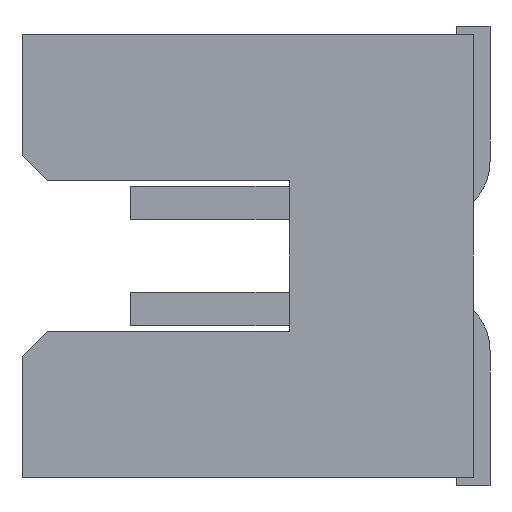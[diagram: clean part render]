
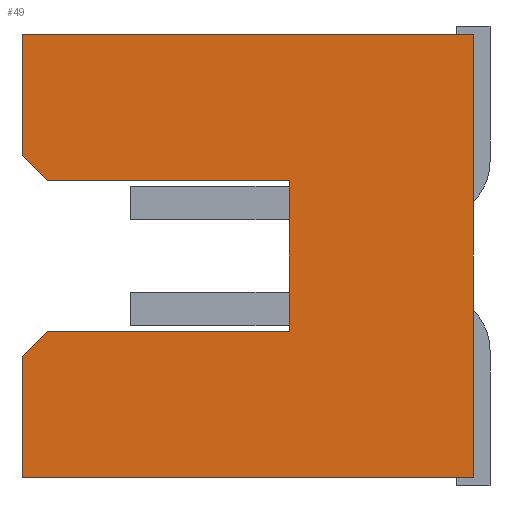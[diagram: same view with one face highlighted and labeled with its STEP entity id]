
A CAD part, left-side view. The second image highlights one B-rep face of the part: STEP entity #49.
In plain terms, the highlighted planar face has unit normal (-1, 0, 0).
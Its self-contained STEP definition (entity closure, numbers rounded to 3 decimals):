
#49=ADVANCED_FACE('3577',(#251),#252,.T.);
#251=FACE_OUTER_BOUND('',#667,.T.);
#252=PLANE('',#668);
#667=EDGE_LOOP('',(#1105,#1106,#1107,#1108,#1109,#1110,#1111,#1112,#1113,#1114));
#668=AXIS2_PLACEMENT_3D('',#1115,#1116,#1117);
#1105=ORIENTED_EDGE('',*,*,#2703,.F.);
#1106=ORIENTED_EDGE('',*,*,#2704,.F.);
#1107=ORIENTED_EDGE('',*,*,#2688,.T.);
#1108=ORIENTED_EDGE('',*,*,#2702,.T.);
#1109=ORIENTED_EDGE('',*,*,#2705,.F.);
#1110=ORIENTED_EDGE('',*,*,#2706,.T.);
#1111=ORIENTED_EDGE('',*,*,#2707,.T.);
#1112=ORIENTED_EDGE('',*,*,#2708,.T.);
#1113=ORIENTED_EDGE('',*,*,#2709,.T.);
#1114=ORIENTED_EDGE('',*,*,#2710,.T.);
#1115=CARTESIAN_POINT('',(-4.67,0.0,-2.65));
#1116=DIRECTION('',(-1.0,0.0,0.0));
#1117=DIRECTION('',(0.0,0.0,1.0));
#2688=EDGE_CURVE('3773',#3198,#3195,#3199,.T.);
#2702=EDGE_CURVE('3778',#3195,#3222,#3224,.T.);
#2703=EDGE_CURVE('3815',#3225,#3226,#3227,.T.);
#2704=EDGE_CURVE('3777',#3198,#3225,#3228,.T.);
#2705=EDGE_CURVE('3816',#3229,#3222,#3230,.T.);
#2706=EDGE_CURVE('3796',#3229,#3231,#3232,.T.);
#2707=EDGE_CURVE('3797',#3231,#3233,#3234,.T.);
#2708=EDGE_CURVE('3798',#3233,#3235,#3236,.T.);
#2709=EDGE_CURVE('3799',#3235,#3237,#3238,.T.);
#2710=EDGE_CURVE('3795',#3237,#3226,#3239,.T.);
#3195=VERTEX_POINT('',#4035);
#3198=VERTEX_POINT('',#4039);
#3199=LINE('',#4040,#4041);
#3222=VERTEX_POINT('',#4076);
#3224=LINE('',#4079,#4080);
#3225=VERTEX_POINT('',#4081);
#3226=VERTEX_POINT('',#4082);
#3227=LINE('',#4083,#4084);
#3228=LINE('',#4085,#4086);
#3229=VERTEX_POINT('',#4087);
#3230=LINE('',#4088,#4089);
#3231=VERTEX_POINT('',#4090);
#3232=LINE('',#4091,#4092);
#3233=VERTEX_POINT('',#4093);
#3234=LINE('',#4094,#4095);
#3235=VERTEX_POINT('',#4096);
#3236=LINE('',#4097,#4098);
#3237=VERTEX_POINT('',#4099);
#3238=LINE('',#4100,#4101);
#3239=LINE('',#4102,#4103);
#4035=CARTESIAN_POINT('',(-4.67,0.0,2.65));
#4039=CARTESIAN_POINT('',(-4.67,0.0,-2.65));
#4040=CARTESIAN_POINT('',(-4.67,0.0,-2.65));
#4041=VECTOR('',#5324,5.3);
#4076=CARTESIAN_POINT('',(-4.67,5.4,2.65));
#4079=CARTESIAN_POINT('',(-4.67,0.0,2.65));
#4080=VECTOR('',#5338,5.4);
#4081=CARTESIAN_POINT('',(-4.67,5.4,-2.65));
#4082=CARTESIAN_POINT('',(-4.67,5.4,-1.2));
#4083=CARTESIAN_POINT('',(-4.67,5.4,-2.65));
#4084=VECTOR('',#5339,1.45);
#4085=CARTESIAN_POINT('',(-4.67,0.0,-2.65));
#4086=VECTOR('',#5340,5.4);
#4087=CARTESIAN_POINT('',(-4.67,5.4,1.2));
#4088=CARTESIAN_POINT('',(-4.67,5.4,1.2));
#4089=VECTOR('',#5341,1.45);
#4090=CARTESIAN_POINT('',(-4.67,5.1,0.9));
#4091=CARTESIAN_POINT('',(-4.67,5.4,1.2));
#4092=VECTOR('',#5342,0.424);
#4093=CARTESIAN_POINT('',(-4.67,2.2,0.9));
#4094=CARTESIAN_POINT('',(-4.67,5.1,0.9));
#4095=VECTOR('',#5343,2.9);
#4096=CARTESIAN_POINT('',(-4.67,2.2,-0.9));
#4097=CARTESIAN_POINT('',(-4.67,2.2,0.9));
#4098=VECTOR('',#5344,1.8);
#4099=CARTESIAN_POINT('',(-4.67,5.1,-0.9));
#4100=CARTESIAN_POINT('',(-4.67,2.2,-0.9));
#4101=VECTOR('',#5345,2.9);
#4102=CARTESIAN_POINT('',(-4.67,5.1,-0.9));
#4103=VECTOR('',#5346,0.424);
#5324=DIRECTION('',(0.0,0.0,1.0));
#5338=DIRECTION('',(0.0,1.0,0.0));
#5339=DIRECTION('',(0.0,0.0,1.0));
#5340=DIRECTION('',(0.0,1.0,0.0));
#5341=DIRECTION('',(0.0,0.0,1.0));
#5342=DIRECTION('',(0.0,-0.707,-0.707));
#5343=DIRECTION('',(0.0,-1.0,0.0));
#5344=DIRECTION('',(0.0,0.0,-1.0));
#5345=DIRECTION('',(0.0,1.0,0.0));
#5346=DIRECTION('',(0.0,0.707,-0.707));
